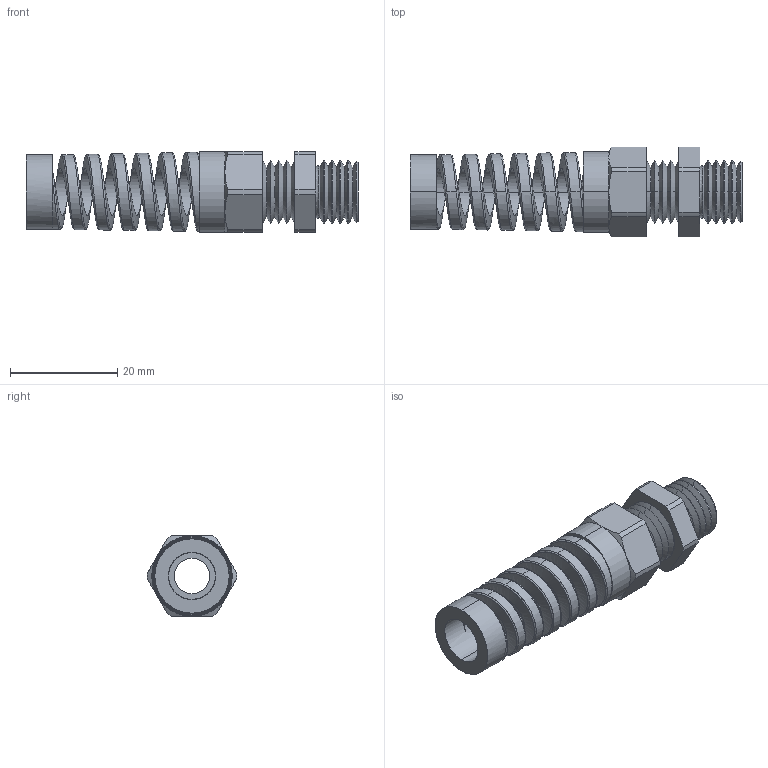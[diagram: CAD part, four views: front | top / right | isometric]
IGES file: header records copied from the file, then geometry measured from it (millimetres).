
Start section: SolidWorks IGES file using analytic representation for surfaces
Global section: file name: CF12MA-GY.IGS; native system: SolidWorks 2007; preprocessor: SolidWorks 2007; author: Administrator; date: 080614.225016; units: inch
Bounding box: 61.98 x 16.78 x 14.99 mm (x, y, z)
Surface area: 5492.8 mm2 (no closed solid volume)
Topology: 0 solids, 0 shells, 131 faces, 1954 edges, 1954 vertices
Faces by surface type: revolution 104, bspline 27
